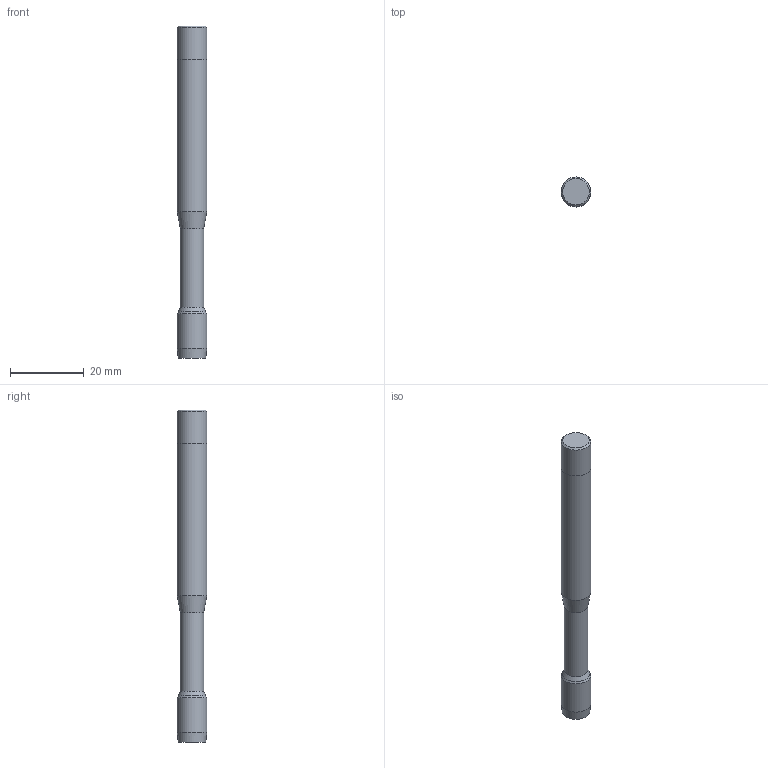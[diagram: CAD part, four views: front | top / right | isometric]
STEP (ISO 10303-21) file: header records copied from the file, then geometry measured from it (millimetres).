
FILE_DESCRIPTION(('STEP'), '1');
FILE_NAME('T400-PM102DA-M8 F125.stp', '2018-03-13T14:20:10', ('TDM Systems GmbH'), ('TDM Systems GmbH'), 'HarmonyWare STEP v2.0.6.4 Express v2.2.0.0', 'TDM', 'Unknown');
FILE_SCHEMA(('AUTOMOTIVE_DESIGN'));
Length unit declared in the file: millimetre
Products named in the file (1): NONE
Bounding box: 8 x 8 x 90 mm (x, y, z)
Volume: 4063.7 mm3; surface area: 2818.2 mm2
Topology: 2 solids, 2 shells, 13 faces, 27 edges, 21 vertices
Faces by surface type: bspline 11, plane 2
Entity records: 547 total; most frequent: CARTESIAN_POINT 251, DIRECTION 49, ORIENTED_EDGE 46, EDGE_CURVE 23, AXIS2_PLACEMENT_3D 17, LINE 15, VECTOR 15, ADVANCED_FACE 13
